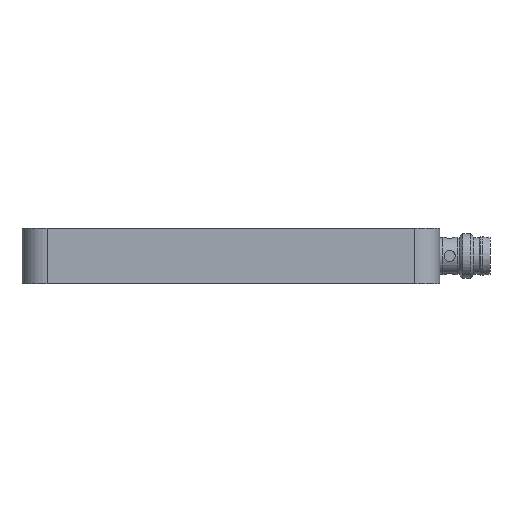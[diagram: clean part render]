
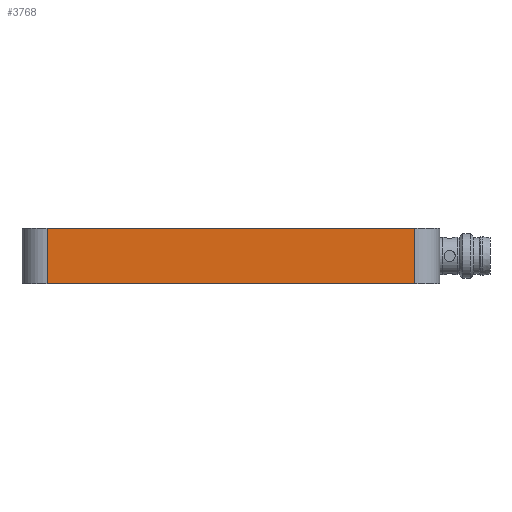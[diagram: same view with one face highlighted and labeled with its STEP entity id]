
A CAD part, front view. The second image highlights one B-rep face of the part: STEP entity #3768.
In plain terms, the highlighted planar face has unit normal (0, -1, 0).
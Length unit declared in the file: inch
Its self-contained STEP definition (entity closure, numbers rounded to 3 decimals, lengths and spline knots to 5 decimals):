
#10 = LINE ( 'NONE', #1398, #2768 ) ;
#55 = LINE ( 'NONE', #2046, #1521 ) ;
#105 = ORIENTED_EDGE ( 'NONE', *, *, #1401, .F. ) ;
#162 = ORIENTED_EDGE ( 'NONE', *, *, #658, .F. ) ;
#176 = CARTESIAN_POINT ( 'NONE',  ( 0.17717, -0.47638, 0.19685 ) ) ;
#512 = ORIENTED_EDGE ( 'NONE', *, *, #3215, .F. ) ;
#658 = EDGE_CURVE ( 'NONE', #4234, #1672, #10, .T. ) ;
#666 = DIRECTION ( 'NONE',  ( 0., 0., -1. ) ) ;
#725 = CARTESIAN_POINT ( 'NONE',  ( 0.17717, -0.47638, -0.19685 ) ) ;
#896 = PLANE ( 'NONE',  #2885 ) ;
#1018 = DIRECTION ( 'NONE',  ( 1., 0., 0. ) ) ;
#1209 = CARTESIAN_POINT ( 'NONE',  ( 2.77559, -0.47638, -0.19685 ) ) ;
#1216 = DIRECTION ( 'NONE',  ( -1., 0., 0. ) ) ;
#1398 = CARTESIAN_POINT ( 'NONE',  ( 0.17717, -0.47638, 0.19685 ) ) ;
#1401 = EDGE_CURVE ( 'NONE', #2945, #2456, #2540, .T. ) ;
#1521 = VECTOR ( 'NONE', #1018, 39.37008 ) ;
#1672 = VERTEX_POINT ( 'NONE', #3467 ) ;
#1717 = CARTESIAN_POINT ( 'NONE',  ( 2.77559, -0.47638, 0.19685 ) ) ;
#2033 = CARTESIAN_POINT ( 'NONE',  ( 2.77559, -0.47638, 0.19685 ) ) ;
#2046 = CARTESIAN_POINT ( 'NONE',  ( 0.17717, -0.47638, 0.19685 ) ) ;
#2166 = CARTESIAN_POINT ( 'NONE',  ( 0.17717, -0.47638, -0.19685 ) ) ;
#2312 = ORIENTED_EDGE ( 'NONE', *, *, #4102, .F. ) ;
#2456 = VERTEX_POINT ( 'NONE', #1209 ) ;
#2540 = LINE ( 'NONE', #2033, #3115 ) ;
#2600 = FACE_OUTER_BOUND ( 'NONE', #2799, .T. ) ;
#2675 = DIRECTION ( 'NONE',  ( 0., 0., 1. ) ) ;
#2768 = VECTOR ( 'NONE', #3334, 39.37008 ) ;
#2799 = EDGE_LOOP ( 'NONE', ( #105, #2312, #162, #512 ) ) ;
#2885 = AXIS2_PLACEMENT_3D ( 'NONE', #176, #3939, #2675 ) ;
#2945 = VERTEX_POINT ( 'NONE', #1717 ) ;
#3030 = LINE ( 'NONE', #2166, #3592 ) ;
#3115 = VECTOR ( 'NONE', #666, 39.37008 ) ;
#3215 = EDGE_CURVE ( 'NONE', #2456, #4234, #3030, .T. ) ;
#3334 = DIRECTION ( 'NONE',  ( 0., 0., 1. ) ) ;
#3467 = CARTESIAN_POINT ( 'NONE',  ( 0.17717, -0.47638, 0.19685 ) ) ;
#3592 = VECTOR ( 'NONE', #1216, 39.37008 ) ;
#3768 = ADVANCED_FACE ( 'NONE', ( #2600 ), #896, .F. ) ;
#3939 = DIRECTION ( 'NONE',  ( 0., 1., 0. ) ) ;
#4102 = EDGE_CURVE ( 'NONE', #1672, #2945, #55, .T. ) ;
#4234 = VERTEX_POINT ( 'NONE', #725 ) ;
